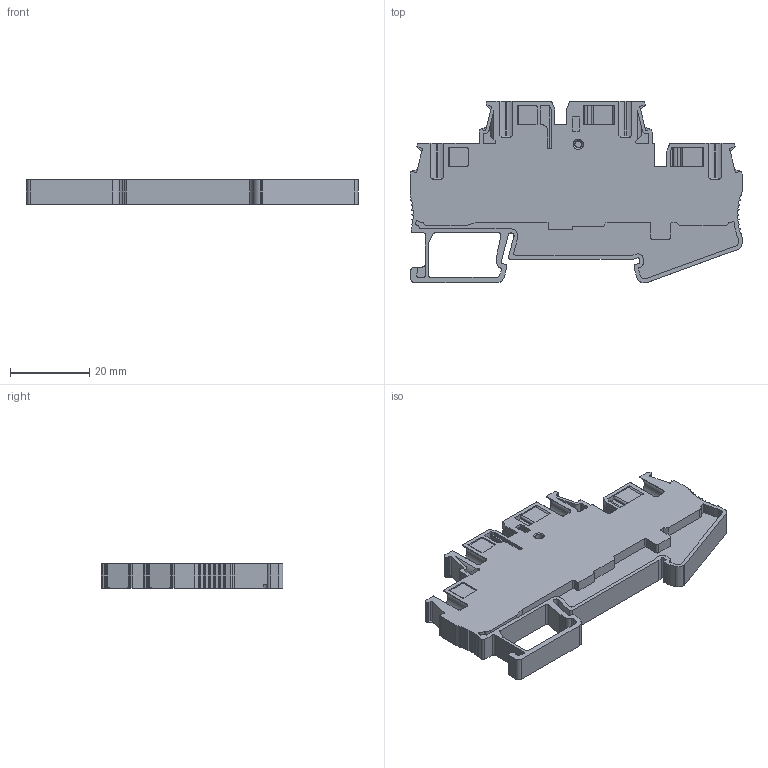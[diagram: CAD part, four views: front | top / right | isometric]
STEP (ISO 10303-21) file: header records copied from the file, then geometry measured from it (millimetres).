
FILE_DESCRIPTION((''),'2;1');
FILE_NAME('5YB576563-G_SW0001','2022-07-12T18:53:20',('Administrator'),(''),'CREO PARAMETRIC BY PTC INC, 2016510','CREO PARAMETRIC BY PTC INC, 2016510','');
FILE_SCHEMA(('CONFIG_CONTROL_DESIGN','SHAPE_APPEARANCE_LAYERS_GROUPS'));
Length unit declared in the file: millimetre
Products named in the file (1): 5YB576563-G_SW0001
Bounding box: 83.6 x 45.8 x 6.2 mm (x, y, z)
Volume: 12492.6 mm3; surface area: 10946.1 mm2
Topology: 1 solids, 1 shells, 1004 faces, 2822 edges, 1846 vertices
Faces by surface type: plane 623, cylinder 327, bspline 20, torus 18, cone 16
Entity records: 33772 total; most frequent: CARTESIAN_POINT 7610, ORIENTED_EDGE 5644, DIRECTION 5170, EDGE_CURVE 2822, VECTOR 1970, LINE 1970, VERTEX_POINT 1846, AXIS2_PLACEMENT_3D 1600
